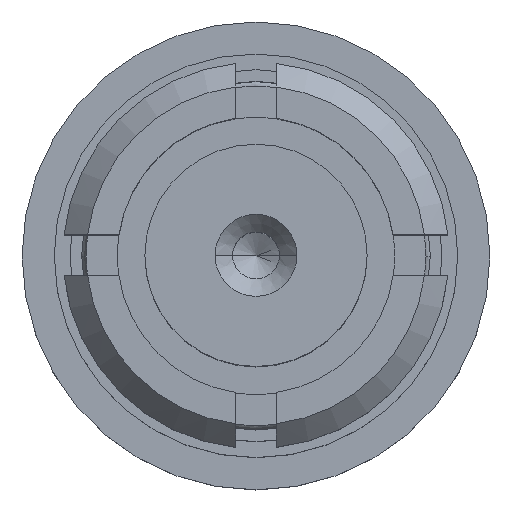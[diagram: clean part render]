
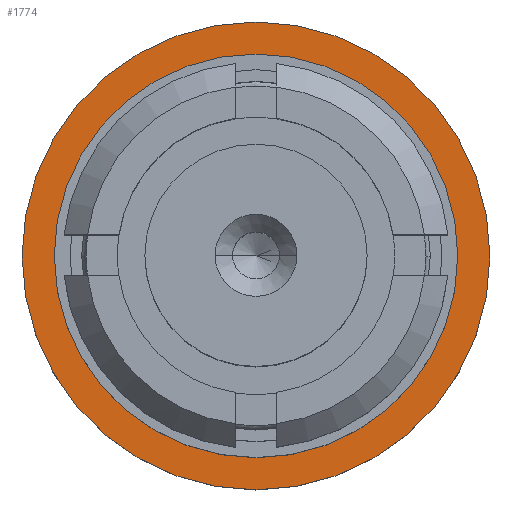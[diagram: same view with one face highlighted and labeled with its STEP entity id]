
A CAD part, top view. The second image highlights one B-rep face of the part: STEP entity #1774.
In plain terms, the highlighted planar face has unit normal (0, 0, 1).
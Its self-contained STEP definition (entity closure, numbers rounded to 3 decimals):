
#97 = CARTESIAN_POINT ( 'NONE',  ( 0., 0., 3.6 ) ) ;
#135 = DIRECTION ( 'NONE',  ( 0., 0., 1. ) ) ;
#249 = AXIS2_PLACEMENT_3D ( 'NONE', #306, #2737, #1614 ) ;
#299 = DIRECTION ( 'NONE',  ( 0., 0., 1. ) ) ;
#306 = CARTESIAN_POINT ( 'NONE',  ( 0., 0., 3.6 ) ) ;
#348 = EDGE_CURVE ( 'NONE', #1588, #1033, #607, .T. ) ;
#391 = FACE_BOUND ( 'NONE', #1396, .T. ) ;
#411 = CARTESIAN_POINT ( 'NONE',  ( 1.725, 0., 3.6 ) ) ;
#518 = ORIENTED_EDGE ( 'NONE', *, *, #348, .F. ) ;
#524 = CARTESIAN_POINT ( 'NONE',  ( 0., 0., 3.6 ) ) ;
#525 = AXIS2_PLACEMENT_3D ( 'NONE', #2299, #299, #977 ) ;
#547 = AXIS2_PLACEMENT_3D ( 'NONE', #524, #958, #736 ) ;
#607 = CIRCLE ( 'NONE', #1625, 1.725 ) ;
#633 = EDGE_CURVE ( 'NONE', #1028, #2770, #2835, .T. ) ;
#736 = DIRECTION ( 'NONE',  ( 1., 0., 0. ) ) ;
#780 = EDGE_CURVE ( 'NONE', #2770, #1028, #2195, .T. ) ;
#823 = ORIENTED_EDGE ( 'NONE', *, *, #633, .T. ) ;
#958 = DIRECTION ( 'NONE',  ( 0., 0., 1. ) ) ;
#977 = DIRECTION ( 'NONE',  ( 1., 0., 0. ) ) ;
#1028 = VERTEX_POINT ( 'NONE', #2785 ) ;
#1033 = VERTEX_POINT ( 'NONE', #411 ) ;
#1396 = EDGE_LOOP ( 'NONE', ( #518, #2135 ) ) ;
#1588 = VERTEX_POINT ( 'NONE', #2230 ) ;
#1614 = DIRECTION ( 'NONE',  ( 1., 0., 0. ) ) ;
#1625 = AXIS2_PLACEMENT_3D ( 'NONE', #97, #2055, #2271 ) ;
#1686 = DIRECTION ( 'NONE',  ( 1., 0., 0. ) ) ;
#1774 = ADVANCED_FACE ( 'NONE', ( #391, #2535 ), #1873, .T. ) ;
#1873 = PLANE ( 'NONE',  #547 ) ;
#1891 = ORIENTED_EDGE ( 'NONE', *, *, #780, .T. ) ;
#1903 = EDGE_LOOP ( 'NONE', ( #823, #1891 ) ) ;
#2055 = DIRECTION ( 'NONE',  ( 0., 0., 1. ) ) ;
#2064 = EDGE_CURVE ( 'NONE', #1033, #1588, #2654, .T. ) ;
#2135 = ORIENTED_EDGE ( 'NONE', *, *, #2064, .F. ) ;
#2195 = CIRCLE ( 'NONE', #525, 2. ) ;
#2215 = CARTESIAN_POINT ( 'NONE',  ( 2., 0., 3.6 ) ) ;
#2230 = CARTESIAN_POINT ( 'NONE',  ( -1.725, 0., 3.6 ) ) ;
#2271 = DIRECTION ( 'NONE',  ( 1., 0., 0. ) ) ;
#2299 = CARTESIAN_POINT ( 'NONE',  ( 0., 0., 3.6 ) ) ;
#2486 = AXIS2_PLACEMENT_3D ( 'NONE', #2564, #135, #1686 ) ;
#2535 = FACE_OUTER_BOUND ( 'NONE', #1903, .T. ) ;
#2564 = CARTESIAN_POINT ( 'NONE',  ( 0., 0., 3.6 ) ) ;
#2654 = CIRCLE ( 'NONE', #249, 1.725 ) ;
#2737 = DIRECTION ( 'NONE',  ( 0., 0., 1. ) ) ;
#2770 = VERTEX_POINT ( 'NONE', #2215 ) ;
#2785 = CARTESIAN_POINT ( 'NONE',  ( -2., 0., 3.6 ) ) ;
#2835 = CIRCLE ( 'NONE', #2486, 2. ) ;
